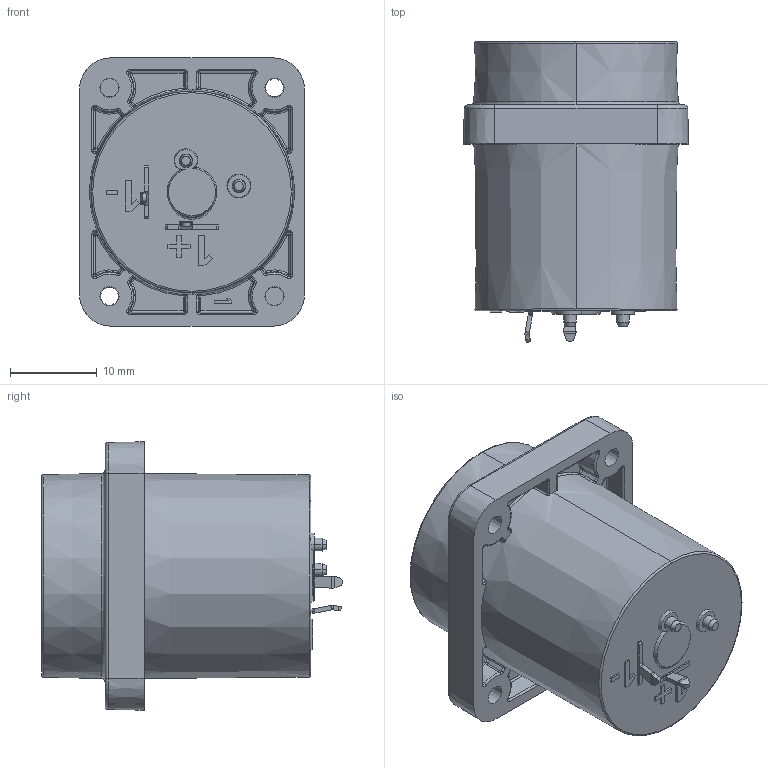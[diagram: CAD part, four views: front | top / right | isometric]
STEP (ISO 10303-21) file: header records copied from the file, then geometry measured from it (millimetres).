
FILE_DESCRIPTION((''),'2;1');
FILE_NAME('30009158','2021-09-23T09:41:02',('SYSTEM'),(''),'CREO PARAMETRIC BY PTC INC, 2019352','CREO PARAMETRIC BY PTC INC, 2019352','');
FILE_SCHEMA(('CONFIG_CONTROL_DESIGN'));
Length unit declared in the file: millimetre
Products named in the file (1): 30009158
Bounding box: 25.9 x 34.64 x 30.9 mm (x, y, z)
Volume: 13612.6 mm3; surface area: 5183.2 mm2
Topology: 1 solids, 1 shells, 913 faces, 2263 edges, 1404 vertices
Faces by surface type: plane 334, bspline 152, cylinder 134, extrusion 131, cone 68, torus 57, sphere 37
Entity records: 39181 total; most frequent: CARTESIAN_POINT 19122, ORIENTED_EDGE 4526, DIRECTION 3478, EDGE_CURVE 2263, VERTEX_POINT 1404, AXIS2_PLACEMENT_3D 1165, VECTOR 1148, LINE 1017
